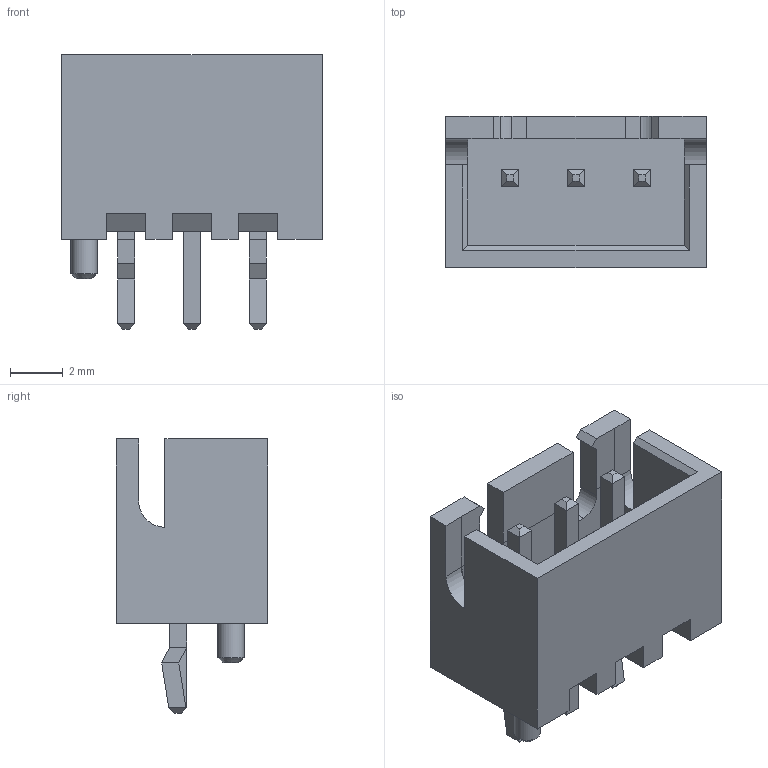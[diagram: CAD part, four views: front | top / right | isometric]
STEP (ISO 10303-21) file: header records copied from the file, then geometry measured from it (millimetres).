
FILE_DESCRIPTION(('FreeCAD Model'),'2;1');
FILE_NAME('JST_XH_B3B_XH_AM_1x03_P2_50mm_Vertical_cp.step','2020-08-28T14:12:36',( 'kicad StepUp'),('ksu MCAD'),'Open CASCADE STEP processor 7.3', 'FreeCAD','Unknown');
FILE_SCHEMA(('AUTOMOTIVE_DESIGN { 1 0 10303 214 1 1 1 1 }'));
Length unit declared in the file: millimetre
Products named in the file (1): JST_XH_B3B_XH_AM_1x03_P2_50mm_Vertical_cp
Bounding box: 9.9 x 5.75 x 10.4 mm (x, y, z)
Volume: 213.1 mm3; surface area: 544.9 mm2
Topology: 4 solids, 4 shells, 125 faces, 301 edges, 185 vertices
Faces by surface type: plane 119, cylinder 5, cone 1
Full cylindrical faces by diameter (mm): 1 x1
Entity records: 4392 total; most frequent: CARTESIAN_POINT 612, ORIENTED_EDGE 602, DIRECTION 564, EDGE_CURVE 301, LINE 290, VECTOR 290, VERTEX_POINT 185, AXIS2_PLACEMENT_3D 137
